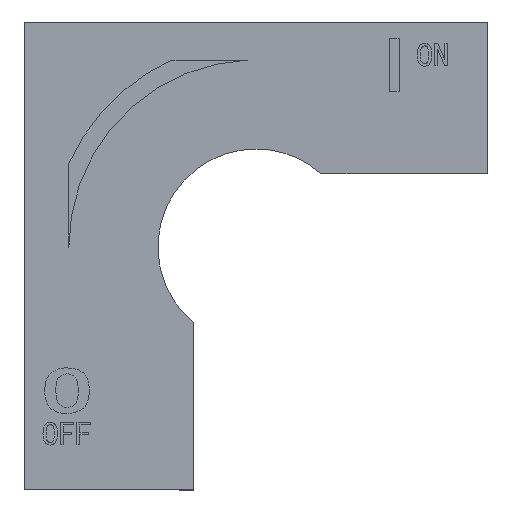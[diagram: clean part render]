
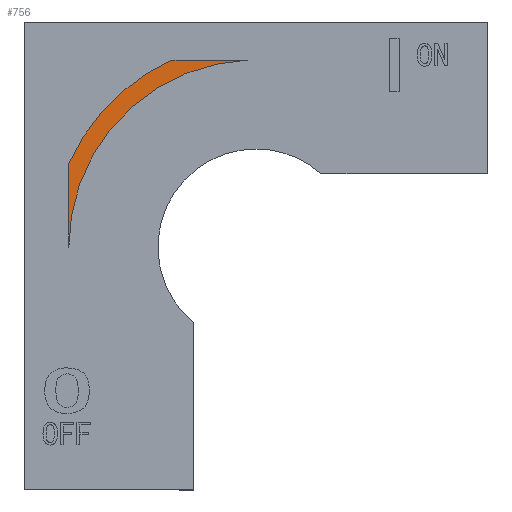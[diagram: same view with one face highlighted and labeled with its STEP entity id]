
A CAD part, top view. The second image highlights one B-rep face of the part: STEP entity #756.
In plain terms, the highlighted planar face has unit normal (0, 0, 1).
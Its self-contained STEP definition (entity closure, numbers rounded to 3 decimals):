
#87 = DIRECTION ( 'NONE',  ( 1., 0., 0. ) ) ;
#242 = DIRECTION ( 'NONE',  ( 0., 0., 1. ) ) ;
#270 = CARTESIAN_POINT ( 'NONE',  ( -39.427, 50.979, 113.25 ) ) ;
#397 = CARTESIAN_POINT ( 'NONE',  ( -51., 30., 113.25 ) ) ;
#402 = CIRCLE ( 'NONE', #513, 23. ) ;
#403 = EDGE_CURVE ( 'NONE', #604, #1036, #1559, .T. ) ;
#428 = CARTESIAN_POINT ( 'NONE',  ( -51., 39.381, 113.25 ) ) ;
#431 = EDGE_CURVE ( 'NONE', #899, #621, #402, .T. ) ;
#513 = AXIS2_PLACEMENT_3D ( 'NONE', #617, #1556, #1221 ) ;
#526 = CARTESIAN_POINT ( 'NONE',  ( -30.93, 50.979, 113.25 ) ) ;
#555 = AXIS2_PLACEMENT_3D ( 'NONE', #1575, #242, #87 ) ;
#589 = DIRECTION ( 'NONE',  ( 0., 0., -1. ) ) ;
#604 = VERTEX_POINT ( 'NONE', #675 ) ;
#615 = ORIENTED_EDGE ( 'NONE', *, *, #1304, .T. ) ;
#617 = CARTESIAN_POINT ( 'NONE',  ( -30., 30., 113.25 ) ) ;
#621 = VERTEX_POINT ( 'NONE', #428 ) ;
#641 = LINE ( 'NONE', #526, #1509 ) ;
#675 = CARTESIAN_POINT ( 'NONE',  ( -51., 30., 113.25 ) ) ;
#756 = ADVANCED_FACE ( 'NONE', ( #1310 ), #1336, .T. ) ;
#805 = EDGE_CURVE ( 'NONE', #621, #604, #1219, .T. ) ;
#840 = ORIENTED_EDGE ( 'NONE', *, *, #805, .T. ) ;
#855 = DIRECTION ( 'NONE',  ( -1., 0., 0. ) ) ;
#891 = ORIENTED_EDGE ( 'NONE', *, *, #431, .T. ) ;
#899 = VERTEX_POINT ( 'NONE', #270 ) ;
#963 = DIRECTION ( 'NONE',  ( 0., -1., 0. ) ) ;
#981 = VECTOR ( 'NONE', #1473, 1000. ) ;
#1036 = VERTEX_POINT ( 'NONE', #1385 ) ;
#1054 = EDGE_LOOP ( 'NONE', ( #840, #1406, #615, #891 ) ) ;
#1062 = CARTESIAN_POINT ( 'NONE',  ( -30., 30., 113.25 ) ) ;
#1076 = AXIS2_PLACEMENT_3D ( 'NONE', #1062, #589, #963 ) ;
#1219 = LINE ( 'NONE', #397, #981 ) ;
#1221 = DIRECTION ( 'NONE',  ( 0., -1., 0. ) ) ;
#1304 = EDGE_CURVE ( 'NONE', #1036, #899, #641, .T. ) ;
#1310 = FACE_OUTER_BOUND ( 'NONE', #1054, .T. ) ;
#1336 = PLANE ( 'NONE',  #555 ) ;
#1385 = CARTESIAN_POINT ( 'NONE',  ( -30.93, 50.979, 113.25 ) ) ;
#1406 = ORIENTED_EDGE ( 'NONE', *, *, #403, .T. ) ;
#1473 = DIRECTION ( 'NONE',  ( 0., -1., 0. ) ) ;
#1509 = VECTOR ( 'NONE', #855, 1000. ) ;
#1556 = DIRECTION ( 'NONE',  ( 0., 0., 1. ) ) ;
#1559 = CIRCLE ( 'NONE', #1076, 21. ) ;
#1575 = CARTESIAN_POINT ( 'NONE',  ( -30., 30., 113.25 ) ) ;
